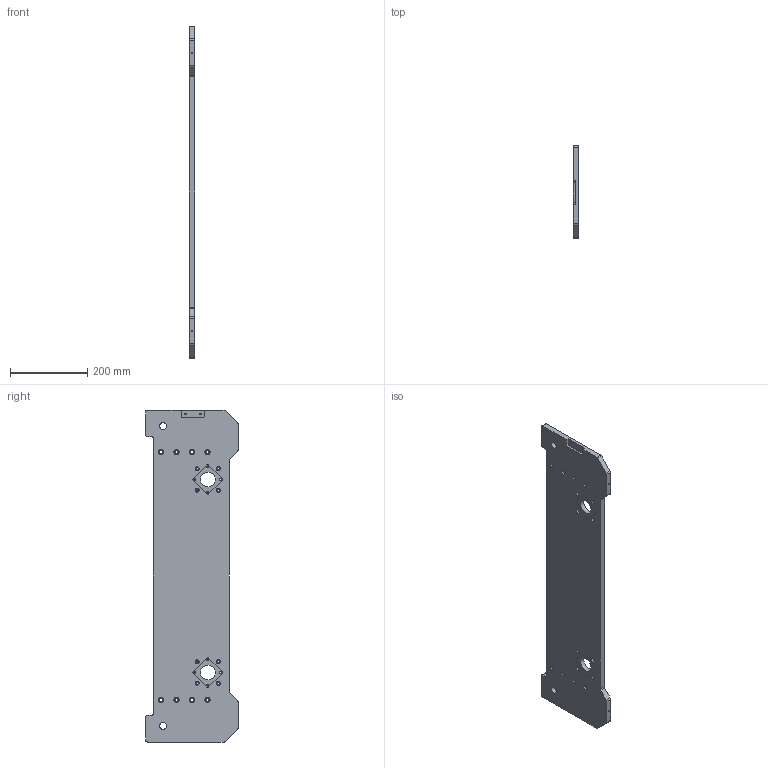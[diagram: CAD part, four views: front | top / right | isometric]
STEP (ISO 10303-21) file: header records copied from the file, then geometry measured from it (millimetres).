
FILE_DESCRIPTION(/* description */ (''),/* implementation_level */ '2;1');
FILE_NAME(/* name */ 'Face arriere CNC v50.step',/* time_stamp */ '2020-10-13T10:08:58+02:00',/* author */ (''),/* organization */ (''),/* preprocessor_version */ 'ST-DEVELOPER v18.1',/* originating_system */ 'Autodesk Translation Framework v9.3.0.1241',/* authorisation */ '');
FILE_SCHEMA (('AUTOMOTIVE_DESIGN { 1 0 10303 214 3 1 1 }'));
Length unit declared in the file: millimetre
Products named in the file (1): Face arriere CNC
Bounding box: 14 x 240 x 860 mm (x, y, z)
Volume: 2362963.1 mm3; surface area: 390518.9 mm2
Topology: 1 solids, 1 shells, 148 faces, 354 edges, 236 vertices
Faces by surface type: cylinder 84, plane 64
Full cylindrical faces by diameter (mm): 4.234 x2, 5 x8, 5.035 x2, 6 x8, 8 x8, 10.1 x8, 10.5 x8, 13.5 x8, 18 x2, 38.15 x2
Entity records: 4526 total; most frequent: DIRECTION 820, CARTESIAN_POINT 739, ORIENTED_EDGE 708, EDGE_CURVE 354, AXIS2_PLACEMENT_3D 317, EDGE_LOOP 236, VERTEX_POINT 236, LINE 186
